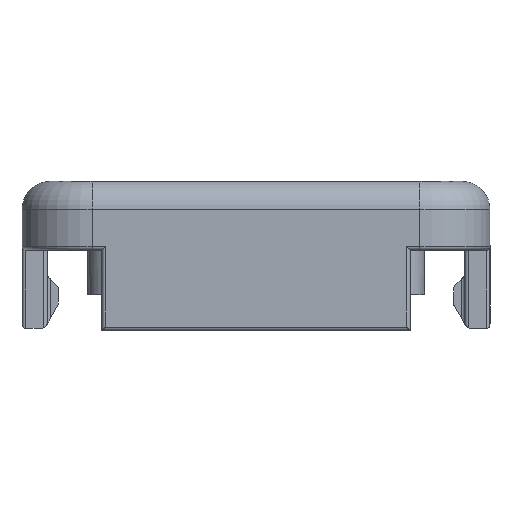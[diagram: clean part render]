
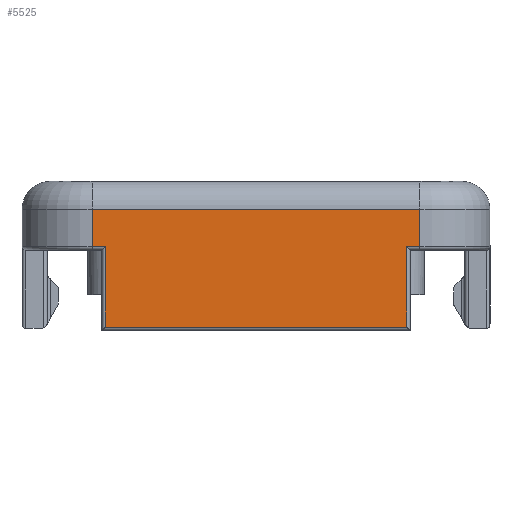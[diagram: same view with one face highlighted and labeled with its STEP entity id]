
A CAD part, front view. The second image highlights one B-rep face of the part: STEP entity #5525.
In plain terms, the highlighted planar face has unit normal (0, -1, 0).
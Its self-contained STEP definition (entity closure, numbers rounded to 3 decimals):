
#137 = CARTESIAN_POINT ( 'NONE',  ( 11.7, -16.2, 5.1 ) ) ;
#138 = ORIENTED_EDGE ( 'NONE', *, *, #5944, .T. ) ;
#223 = VECTOR ( 'NONE', #3552, 1000. ) ;
#320 = VERTEX_POINT ( 'NONE', #2809 ) ;
#449 = DIRECTION ( 'NONE',  ( -1., 0., 0. ) ) ;
#492 = CARTESIAN_POINT ( 'NONE',  ( -11.7, -16.2, 3.1 ) ) ;
#508 = VECTOR ( 'NONE', #449, 1000. ) ;
#516 = EDGE_CURVE ( 'NONE', #6034, #5751, #2481, .T. ) ;
#839 = CARTESIAN_POINT ( 'NONE',  ( -11.7, -16.2, 0.45 ) ) ;
#874 = ORIENTED_EDGE ( 'NONE', *, *, #911, .T. ) ;
#911 = EDGE_CURVE ( 'NONE', #4463, #320, #4148, .T. ) ;
#1097 = EDGE_CURVE ( 'NONE', #2370, #4676, #4718, .T. ) ;
#1108 = ORIENTED_EDGE ( 'NONE', *, *, #3268, .T. ) ;
#1128 = VECTOR ( 'NONE', #6375, 1000. ) ;
#2068 = CARTESIAN_POINT ( 'NONE',  ( -11.7, -16.2, 3.1 ) ) ;
#2121 = VERTEX_POINT ( 'NONE', #3262 ) ;
#2189 = DIRECTION ( 'NONE',  ( 0., 0., -1. ) ) ;
#2370 = VERTEX_POINT ( 'NONE', #3539 ) ;
#2430 = LINE ( 'NONE', #6290, #4583 ) ;
#2481 = LINE ( 'NONE', #3182, #3662 ) ;
#2809 = CARTESIAN_POINT ( 'NONE',  ( -10.75, -16.2, -5.3 ) ) ;
#2939 = ORIENTED_EDGE ( 'NONE', *, *, #1097, .T. ) ;
#2983 = CARTESIAN_POINT ( 'NONE',  ( 11., -16.2, -5.3 ) ) ;
#3050 = CARTESIAN_POINT ( 'NONE',  ( -10.75, -16.2, 0.45 ) ) ;
#3080 = FACE_OUTER_BOUND ( 'NONE', #4998, .T. ) ;
#3127 = PLANE ( 'NONE',  #6399 ) ;
#3153 = DIRECTION ( 'NONE',  ( 0., 1., 0. ) ) ;
#3170 = CARTESIAN_POINT ( 'NONE',  ( -10.75, -16.2, 5.1 ) ) ;
#3182 = CARTESIAN_POINT ( 'NONE',  ( -11.7, -16.2, 5.1 ) ) ;
#3262 = CARTESIAN_POINT ( 'NONE',  ( 11.7, -16.2, 3.1 ) ) ;
#3268 = EDGE_CURVE ( 'NONE', #320, #5265, #3463, .T. ) ;
#3463 = LINE ( 'NONE', #2983, #223 ) ;
#3539 = CARTESIAN_POINT ( 'NONE',  ( 10.75, -16.2, 0.45 ) ) ;
#3552 = DIRECTION ( 'NONE',  ( 1., 0., 0. ) ) ;
#3588 = DIRECTION ( 'NONE',  ( 1., 0., 0. ) ) ;
#3616 = CARTESIAN_POINT ( 'NONE',  ( -11.7, -16.2, 0.45 ) ) ;
#3632 = CARTESIAN_POINT ( 'NONE',  ( -11.7, -16.2, 5.1 ) ) ;
#3662 = VECTOR ( 'NONE', #5805, 1000. ) ;
#4085 = EDGE_CURVE ( 'NONE', #5265, #2370, #4607, .T. ) ;
#4148 = LINE ( 'NONE', #3170, #6716 ) ;
#4164 = DIRECTION ( 'NONE',  ( 1., 0., 0. ) ) ;
#4219 = EDGE_CURVE ( 'NONE', #2121, #4676, #4276, .T. ) ;
#4257 = CARTESIAN_POINT ( 'NONE',  ( 10.75, -16.2, 5.1 ) ) ;
#4276 = LINE ( 'NONE', #137, #5692 ) ;
#4331 = ORIENTED_EDGE ( 'NONE', *, *, #4085, .T. ) ;
#4463 = VERTEX_POINT ( 'NONE', #3050 ) ;
#4583 = VECTOR ( 'NONE', #4164, 1000. ) ;
#4607 = LINE ( 'NONE', #4257, #1128 ) ;
#4676 = VERTEX_POINT ( 'NONE', #5337 ) ;
#4718 = LINE ( 'NONE', #3616, #6803 ) ;
#4722 = ORIENTED_EDGE ( 'NONE', *, *, #4219, .F. ) ;
#4833 = DIRECTION ( 'NONE',  ( 0., 0., -1. ) ) ;
#4998 = EDGE_LOOP ( 'NONE', ( #6833, #138, #874, #1108, #4331, #2939, #4722, #5775 ) ) ;
#5265 = VERTEX_POINT ( 'NONE', #5605 ) ;
#5337 = CARTESIAN_POINT ( 'NONE',  ( 11.7, -16.2, 0.45 ) ) ;
#5525 = ADVANCED_FACE ( 'NONE', ( #3080 ), #3127, .F. ) ;
#5605 = CARTESIAN_POINT ( 'NONE',  ( 10.75, -16.2, -5.3 ) ) ;
#5692 = VECTOR ( 'NONE', #4833, 1000. ) ;
#5751 = VERTEX_POINT ( 'NONE', #839 ) ;
#5775 = ORIENTED_EDGE ( 'NONE', *, *, #6033, .T. ) ;
#5805 = DIRECTION ( 'NONE',  ( 0., 0., -1. ) ) ;
#5944 = EDGE_CURVE ( 'NONE', #5751, #4463, #2430, .T. ) ;
#6033 = EDGE_CURVE ( 'NONE', #2121, #6034, #6315, .T. ) ;
#6034 = VERTEX_POINT ( 'NONE', #492 ) ;
#6290 = CARTESIAN_POINT ( 'NONE',  ( -11.7, -16.2, 0.45 ) ) ;
#6315 = LINE ( 'NONE', #2068, #508 ) ;
#6375 = DIRECTION ( 'NONE',  ( 0., 0., 1. ) ) ;
#6399 = AXIS2_PLACEMENT_3D ( 'NONE', #3632, #3153, #6867 ) ;
#6716 = VECTOR ( 'NONE', #2189, 1000. ) ;
#6803 = VECTOR ( 'NONE', #3588, 1000. ) ;
#6833 = ORIENTED_EDGE ( 'NONE', *, *, #516, .T. ) ;
#6867 = DIRECTION ( 'NONE',  ( 0., 0., 1. ) ) ;
